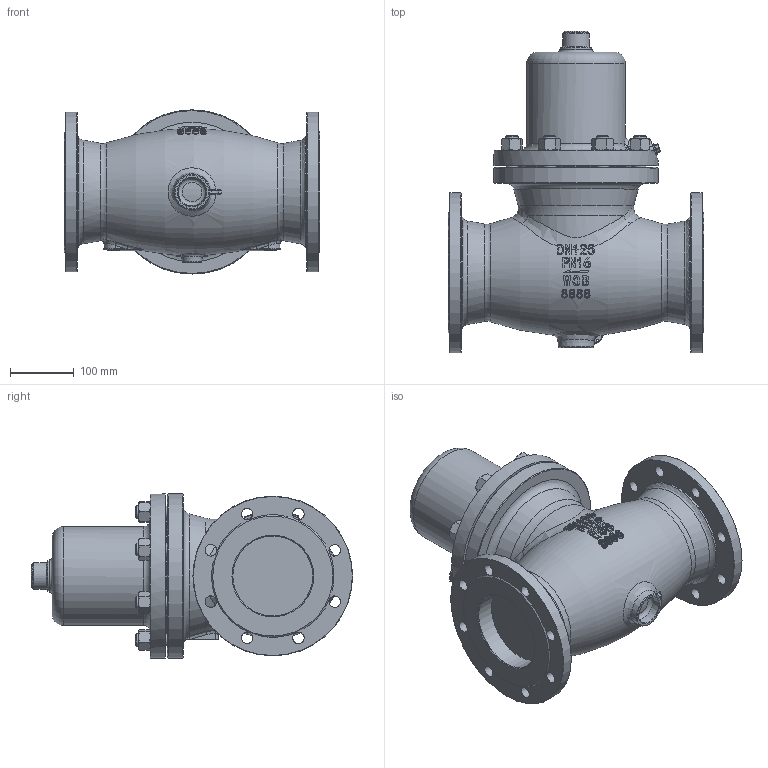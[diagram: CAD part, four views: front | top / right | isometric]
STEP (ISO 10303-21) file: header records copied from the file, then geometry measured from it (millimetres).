
FILE_DESCRIPTION (( 'STEP AP214' ), '1' );
FILE_NAME ('V230YLFYMFTJJGZJ.125.16-40 V230压力阀硬密封调节机构组件0225.STEP', '2025-02-26T08:08:40', ( '' ), ( '' ), 'SwSTEP 2.0', 'SolidWorks 2020', '' );
FILE_SCHEMA (( 'AUTOMOTIVE_DESIGN' ));
Length unit declared in the file: millimetre
Products named in the file (1): V230YLFYMFTJJGZJ.125.16-40 V230压力阀硬密封调节机构组件0225
Bounding box: 400 x 503 x 257 mm (x, y, z)
Volume: 17315079.5 mm3; surface area: 686923 mm2
Topology: 1 solids, 2 shells, 665 faces, 1633 edges, 998 vertices
Faces by surface type: plane 202, bspline 152, cone 138, cylinder 98, torus 73, sphere 2
Full cylindrical faces by diameter (mm): 2.6 x4, 3 x1, 4 x1, 10 x1, 12.5 x1, 18 x18, 18.5 x4, 20 x17, 38 x1, 42 x1, 48 x1, 51 x1, 125 x2, 155 x1, 174 x2, 195 x1, 250 x2, 257 x2
Entity records: 40841 total; most frequent: CARTESIAN_POINT 21491, ORIENTED_EDGE 2862, DIRECTION 2189, EDGE_CURVE 1431, AXIS2_PLACEMENT_3D 966, VERTEX_POINT 929, EDGE_LOOP 870, FACE_OUTER_BOUND 748
